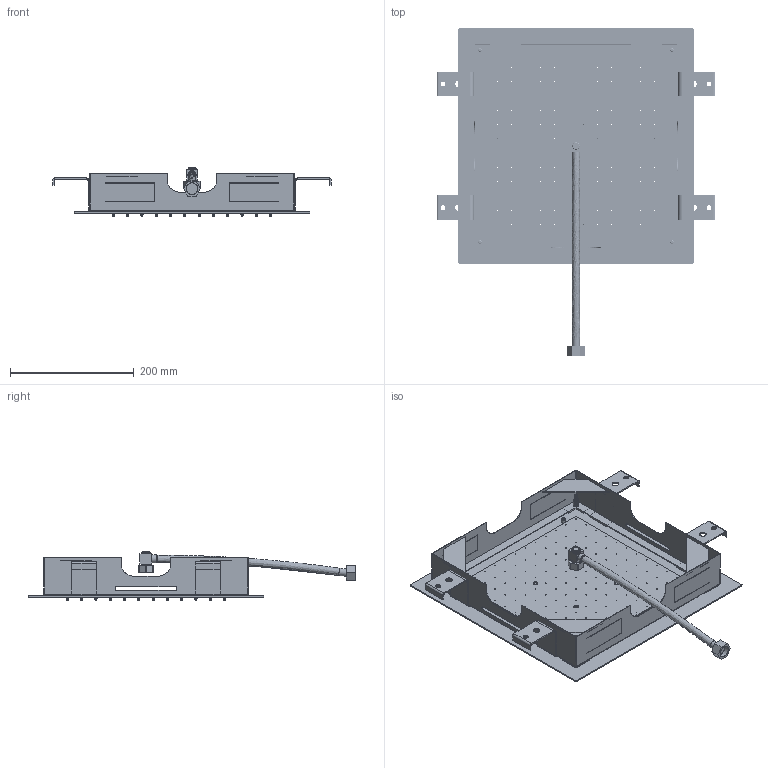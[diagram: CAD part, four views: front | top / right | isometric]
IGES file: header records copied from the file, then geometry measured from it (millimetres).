
Start section: C
Global section: file name: M110.igs; native system: By Siemens PLM Incorporated; preprocessor: XPlus GENERIC/IGES 18.0.17; author: Author; organization: Title; date: 20160427.081826; units: millimetre
Bounding box: 450 x 528.8 x 78.5 mm (x, y, z)
Volume: 153944.6 mm3; surface area: 663893.3 mm2
Topology: 1 solids, 1 shells, 1701 faces, 8706 edges, 7398 vertices
Faces by surface type: bspline 1701
